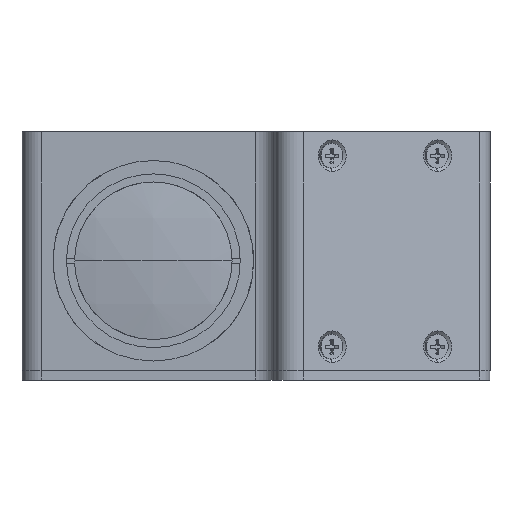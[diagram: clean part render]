
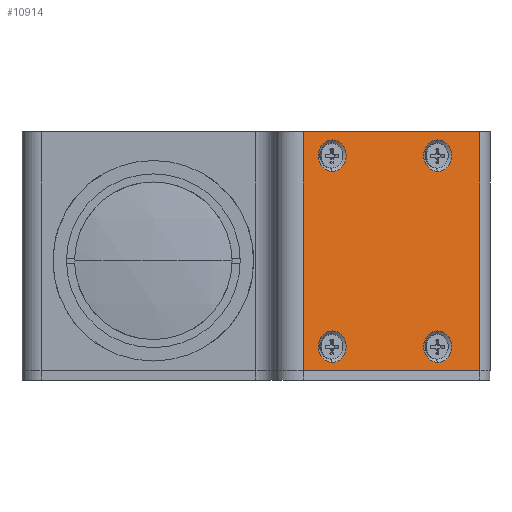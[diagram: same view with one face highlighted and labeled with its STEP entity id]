
A CAD part, left-side view. The second image highlights one B-rep face of the part: STEP entity #10914.
In plain terms, the highlighted planar face has unit normal (-0.883, -0.469, 0).
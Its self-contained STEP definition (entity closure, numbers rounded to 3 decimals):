
#555 = VERTEX_POINT ( 'NONE', #19729 ) ;
#574 = AXIS2_PLACEMENT_3D ( 'NONE', #10821, #24921, #12866 ) ;
#659 = AXIS2_PLACEMENT_3D ( 'NONE', #18987, #6413, #12101 ) ;
#696 = CARTESIAN_POINT ( 'NONE',  ( 47.824, -37.475, -21.3 ) ) ;
#764 = ORIENTED_EDGE ( 'NONE', *, *, #17497, .T. ) ;
#841 = VERTEX_POINT ( 'NONE', #6666 ) ;
#876 = DIRECTION ( 'NONE',  ( 0., 0., 1. ) ) ;
#919 = EDGE_CURVE ( 'NONE', #841, #12826, #7993, .T. ) ;
#2534 = CARTESIAN_POINT ( 'NONE',  ( 47.824, -37.475, -18. ) ) ;
#2813 = CARTESIAN_POINT ( 'NONE',  ( 64.256, -68.378, -23. ) ) ;
#3096 = LINE ( 'NONE', #12444, #23300 ) ;
#3413 = EDGE_CURVE ( 'NONE', #12826, #841, #3754, .T. ) ;
#3754 = CIRCLE ( 'NONE', #574, 3.3 ) ;
#3877 = DIRECTION ( 'NONE',  ( -0.883, -0.469, 0. ) ) ;
#4338 = VECTOR ( 'NONE', #15787, 1000. ) ;
#4536 = LINE ( 'NONE', #9821, #15320 ) ;
#4546 = DIRECTION ( 'NONE',  ( 0., 0., 1. ) ) ;
#4745 = ORIENTED_EDGE ( 'NONE', *, *, #13439, .F. ) ;
#4981 = AXIS2_PLACEMENT_3D ( 'NONE', #15983, #3877, #17997 ) ;
#5129 = CIRCLE ( 'NONE', #9907, 3.3 ) ;
#5134 = FACE_BOUND ( 'NONE', #17851, .T. ) ;
#5139 = CIRCLE ( 'NONE', #8839, 3.3 ) ;
#5171 = VERTEX_POINT ( 'NONE', #15503 ) ;
#5379 = VECTOR ( 'NONE', #17948, 1000. ) ;
#5695 = CARTESIAN_POINT ( 'NONE',  ( 64.256, -68.378, 27. ) ) ;
#5766 = EDGE_LOOP ( 'NONE', ( #11010, #16787 ) ) ;
#5960 = CARTESIAN_POINT ( 'NONE',  ( 44.581, -31.376, -23. ) ) ;
#6413 = DIRECTION ( 'NONE',  ( -0.883, -0.469, 0. ) ) ;
#6549 = EDGE_CURVE ( 'NONE', #19014, #17520, #4536, .T. ) ;
#6666 = CARTESIAN_POINT ( 'NONE',  ( 59.561, -59.548, 18.7 ) ) ;
#7211 = EDGE_CURVE ( 'NONE', #555, #21671, #9284, .T. ) ;
#7558 = DIRECTION ( 'NONE',  ( -0.883, -0.469, 0. ) ) ;
#7774 = EDGE_CURVE ( 'NONE', #5171, #17374, #5129, .T. ) ;
#7927 = CIRCLE ( 'NONE', #13768, 3.3 ) ;
#7993 = CIRCLE ( 'NONE', #659, 3.3 ) ;
#8004 = CARTESIAN_POINT ( 'NONE',  ( 44.581, -31.376, 2. ) ) ;
#8133 = DIRECTION ( 'NONE',  ( -0.883, -0.469, 0. ) ) ;
#8548 = DIRECTION ( 'NONE',  ( 0.469, -0.883, 0. ) ) ;
#8839 = AXIS2_PLACEMENT_3D ( 'NONE', #22006, #9905, #24015 ) ;
#9284 = CIRCLE ( 'NONE', #4981, 3.3 ) ;
#9342 = ORIENTED_EDGE ( 'NONE', *, *, #6549, .F. ) ;
#9456 = CIRCLE ( 'NONE', #19715, 3.3 ) ;
#9817 = ORIENTED_EDGE ( 'NONE', *, *, #7774, .F. ) ;
#9821 = CARTESIAN_POINT ( 'NONE',  ( 67.262, -74.032, -23. ) ) ;
#9905 = DIRECTION ( 'NONE',  ( -0.883, -0.469, 0. ) ) ;
#9907 = AXIS2_PLACEMENT_3D ( 'NONE', #25009, #12936, #876 ) ;
#10505 = FACE_BOUND ( 'NONE', #15659, .T. ) ;
#10579 = EDGE_LOOP ( 'NONE', ( #9342, #764, #13770, #19420 ) ) ;
#10821 = CARTESIAN_POINT ( 'NONE',  ( 59.561, -59.548, 22. ) ) ;
#10914 = ADVANCED_FACE ( 'NONE', ( #10505, #5134, #17147, #25985, #20599 ), #21101, .T. ) ;
#11010 = ORIENTED_EDGE ( 'NONE', *, *, #18477, .F. ) ;
#11348 = VERTEX_POINT ( 'NONE', #20624 ) ;
#11401 = LINE ( 'NONE', #8004, #5379 ) ;
#11629 = LINE ( 'NONE', #21788, #4338 ) ;
#12101 = DIRECTION ( 'NONE',  ( 0., 0., 1. ) ) ;
#12444 = CARTESIAN_POINT ( 'NONE',  ( 67.262, -74.032, 27. ) ) ;
#12645 = ORIENTED_EDGE ( 'NONE', *, *, #919, .F. ) ;
#12826 = VERTEX_POINT ( 'NONE', #13510 ) ;
#12866 = DIRECTION ( 'NONE',  ( 0., 0., 1. ) ) ;
#12936 = DIRECTION ( 'NONE',  ( -0.883, -0.469, 0. ) ) ;
#13088 = DIRECTION ( 'NONE',  ( 0., 0., 1. ) ) ;
#13439 = EDGE_CURVE ( 'NONE', #21671, #555, #5139, .T. ) ;
#13510 = CARTESIAN_POINT ( 'NONE',  ( 59.561, -59.548, 25.3 ) ) ;
#13768 = AXIS2_PLACEMENT_3D ( 'NONE', #2534, #16653, #4546 ) ;
#13770 = ORIENTED_EDGE ( 'NONE', *, *, #22244, .F. ) ;
#13826 = DIRECTION ( 'NONE',  ( -0.469, 0.883, 0. ) ) ;
#15320 = VECTOR ( 'NONE', #13826, 1000. ) ;
#15503 = CARTESIAN_POINT ( 'NONE',  ( 59.561, -59.548, -21.3 ) ) ;
#15659 = EDGE_LOOP ( 'NONE', ( #25998, #12645 ) ) ;
#15787 = DIRECTION ( 'NONE',  ( 0., 0., 1. ) ) ;
#15801 = ORIENTED_EDGE ( 'NONE', *, *, #7211, .F. ) ;
#15952 = VERTEX_POINT ( 'NONE', #25490 ) ;
#15983 = CARTESIAN_POINT ( 'NONE',  ( 47.824, -37.475, 22. ) ) ;
#15992 = VERTEX_POINT ( 'NONE', #5695 ) ;
#16491 = EDGE_CURVE ( 'NONE', #17374, #5171, #9456, .T. ) ;
#16653 = DIRECTION ( 'NONE',  ( -0.883, -0.469, 0. ) ) ;
#16787 = ORIENTED_EDGE ( 'NONE', *, *, #23350, .F. ) ;
#17147 = FACE_BOUND ( 'NONE', #5766, .T. ) ;
#17374 = VERTEX_POINT ( 'NONE', #23307 ) ;
#17497 = EDGE_CURVE ( 'NONE', #19014, #15992, #11629, .T. ) ;
#17520 = VERTEX_POINT ( 'NONE', #5960 ) ;
#17851 = EDGE_LOOP ( 'NONE', ( #20630, #9817 ) ) ;
#17948 = DIRECTION ( 'NONE',  ( 0., 0., -1. ) ) ;
#17997 = DIRECTION ( 'NONE',  ( 0., 0., 1. ) ) ;
#18471 = EDGE_LOOP ( 'NONE', ( #15801, #4745 ) ) ;
#18477 = EDGE_CURVE ( 'NONE', #15952, #23424, #24977, .T. ) ;
#18987 = CARTESIAN_POINT ( 'NONE',  ( 59.561, -59.548, 22. ) ) ;
#19014 = VERTEX_POINT ( 'NONE', #2813 ) ;
#19420 = ORIENTED_EDGE ( 'NONE', *, *, #22879, .T. ) ;
#19426 = AXIS2_PLACEMENT_3D ( 'NONE', #23144, #25155, #13088 ) ;
#19626 = CARTESIAN_POINT ( 'NONE',  ( 59.561, -59.548, -18. ) ) ;
#19715 = AXIS2_PLACEMENT_3D ( 'NONE', #19626, #7558, #21674 ) ;
#19729 = CARTESIAN_POINT ( 'NONE',  ( 47.824, -37.475, 25.3 ) ) ;
#20203 = CARTESIAN_POINT ( 'NONE',  ( 47.824, -37.475, -18. ) ) ;
#20599 = FACE_OUTER_BOUND ( 'NONE', #10579, .T. ) ;
#20624 = CARTESIAN_POINT ( 'NONE',  ( 44.581, -31.376, 27. ) ) ;
#20630 = ORIENTED_EDGE ( 'NONE', *, *, #16491, .F. ) ;
#21101 = PLANE ( 'NONE',  #19426 ) ;
#21671 = VERTEX_POINT ( 'NONE', #26145 ) ;
#21674 = DIRECTION ( 'NONE',  ( 0., 0., 1. ) ) ;
#21788 = CARTESIAN_POINT ( 'NONE',  ( 64.256, -68.378, 2. ) ) ;
#22006 = CARTESIAN_POINT ( 'NONE',  ( 47.824, -37.475, 22. ) ) ;
#22244 = EDGE_CURVE ( 'NONE', #11348, #15992, #3096, .T. ) ;
#22252 = DIRECTION ( 'NONE',  ( 0., 0., 1. ) ) ;
#22617 = AXIS2_PLACEMENT_3D ( 'NONE', #20203, #8133, #22252 ) ;
#22879 = EDGE_CURVE ( 'NONE', #11348, #17520, #11401, .T. ) ;
#23144 = CARTESIAN_POINT ( 'NONE',  ( 54.234, -49.53, 2. ) ) ;
#23300 = VECTOR ( 'NONE', #8548, 1000. ) ;
#23307 = CARTESIAN_POINT ( 'NONE',  ( 59.561, -59.548, -14.7 ) ) ;
#23350 = EDGE_CURVE ( 'NONE', #23424, #15952, #7927, .T. ) ;
#23424 = VERTEX_POINT ( 'NONE', #696 ) ;
#24015 = DIRECTION ( 'NONE',  ( 0., 0., 1. ) ) ;
#24921 = DIRECTION ( 'NONE',  ( -0.883, -0.469, 0. ) ) ;
#24977 = CIRCLE ( 'NONE', #22617, 3.3 ) ;
#25009 = CARTESIAN_POINT ( 'NONE',  ( 59.561, -59.548, -18. ) ) ;
#25155 = DIRECTION ( 'NONE',  ( -0.883, -0.469, 0. ) ) ;
#25490 = CARTESIAN_POINT ( 'NONE',  ( 47.824, -37.475, -14.7 ) ) ;
#25985 = FACE_BOUND ( 'NONE', #18471, .T. ) ;
#25998 = ORIENTED_EDGE ( 'NONE', *, *, #3413, .F. ) ;
#26145 = CARTESIAN_POINT ( 'NONE',  ( 47.824, -37.475, 18.7 ) ) ;
